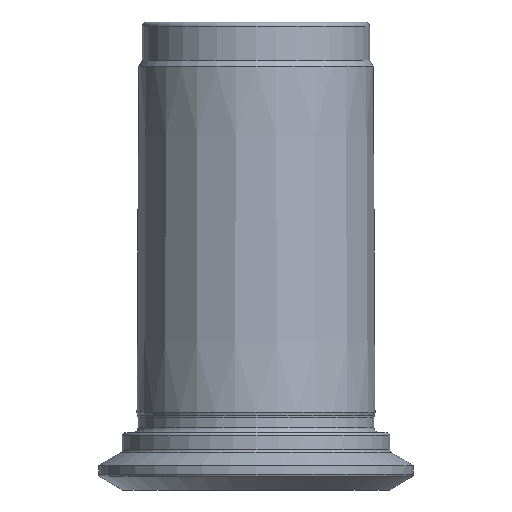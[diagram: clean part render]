
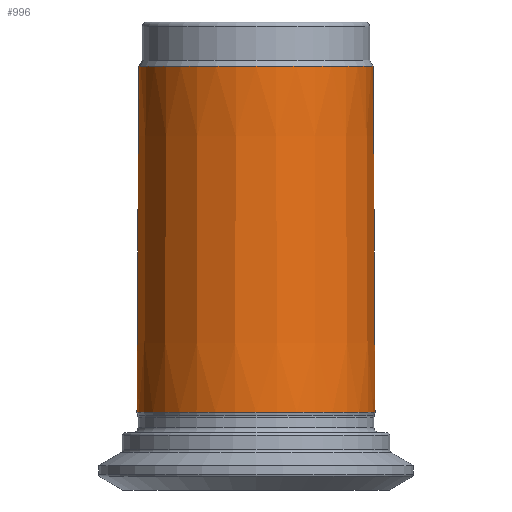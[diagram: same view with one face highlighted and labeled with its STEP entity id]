
A CAD part, front view. The second image highlights one B-rep face of the part: STEP entity #996.
In plain terms, the highlighted conical face has half-angle 0.286 degrees and reference radius 12.466 mm.
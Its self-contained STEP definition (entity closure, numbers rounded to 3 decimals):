
#74=CONICAL_SURFACE('',#1082,12.467,0.005);
#150=ORIENTED_EDGE('',*,*,#236,.F.);
#151=ORIENTED_EDGE('',*,*,#237,.T.);
#236=EDGE_CURVE('',#304,#304,#364,.T.);
#237=EDGE_CURVE('',#305,#305,#365,.F.);
#304=VERTEX_POINT('',#1355);
#305=VERTEX_POINT('',#1358);
#364=CIRCLE('',#1035,12.28);
#365=CIRCLE('',#1037,12.461);
#462=EDGE_LOOP('',(#150));
#463=EDGE_LOOP('',(#151));
#560=FACE_BOUND('',#462,.T.);
#561=FACE_BOUND('',#463,.T.);
#996=ADVANCED_FACE('',(#560,#561),#74,.T.);
#1035=AXIS2_PLACEMENT_3D('',#1354,#1145,#1146);
#1037=AXIS2_PLACEMENT_3D('',#1357,#1149,#1150);
#1082=AXIS2_PLACEMENT_3D('',#1424,#1239,#1240);
#1145=DIRECTION('',(0.,0.,1.));
#1146=DIRECTION('',(1.,0.,0.));
#1149=DIRECTION('',(0.,0.,-1.));
#1150=DIRECTION('',(-1.,0.,0.));
#1239=DIRECTION('',(0.,0.,-1.));
#1240=DIRECTION('',(-1.,0.,0.));
#1354=CARTESIAN_POINT('',(0.,0.,44.342));
#1355=CARTESIAN_POINT('',(12.28,0.,44.342));
#1357=CARTESIAN_POINT('',(0.,0.,8.12));
#1358=CARTESIAN_POINT('',(-12.461,0.,8.12));
#1424=CARTESIAN_POINT('',(0.,0.,7.));
